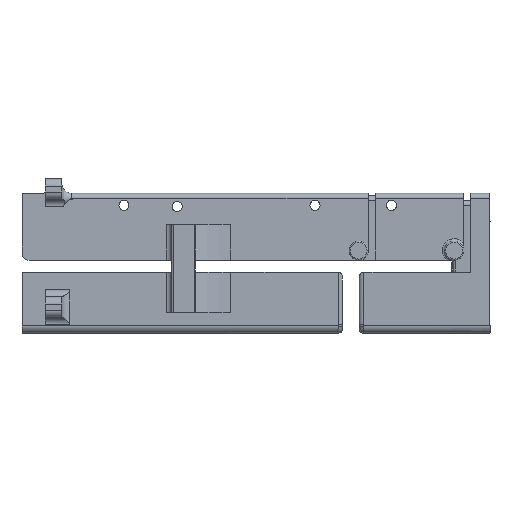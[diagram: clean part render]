
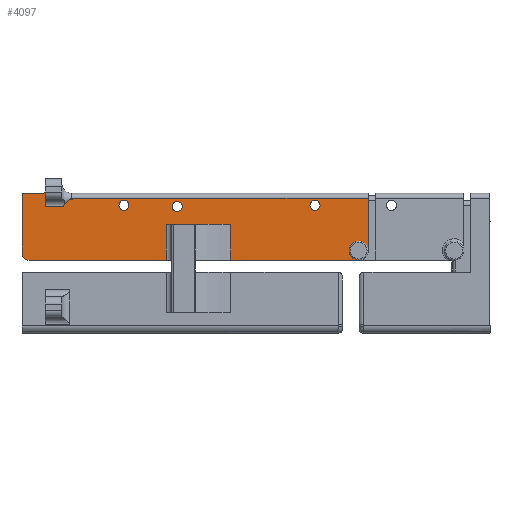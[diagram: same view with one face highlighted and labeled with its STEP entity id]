
A CAD part, left-side view. The second image highlights one B-rep face of the part: STEP entity #4097.
In plain terms, the highlighted planar face has unit normal (-1, 0, 0).
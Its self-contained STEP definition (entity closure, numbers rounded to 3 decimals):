
#201=FACE_BOUND('',#647,.T.);
#202=FACE_BOUND('',#648,.T.);
#203=FACE_BOUND('',#649,.T.);
#405=FACE_OUTER_BOUND('',#646,.T.);
#646=EDGE_LOOP('',(#3646,#3647,#3648,#3649,#3650,#3651,#3652,#3653,#3654,
#3655,#3656,#3657,#3658,#3659,#3660,#3661,#3662,#3663));
#647=EDGE_LOOP('',(#3664));
#648=EDGE_LOOP('',(#3665));
#649=EDGE_LOOP('',(#3666));
#741=B_SPLINE_CURVE_WITH_KNOTS('',3,(#8659,#8660,#8661,#8662),
 .UNSPECIFIED.,.F.,.F.,(4,4),(0.051,0.12),
 .UNSPECIFIED.);
#743=B_SPLINE_CURVE_WITH_KNOTS('',3,(#8722,#8723,#8724,#8725),
 .UNSPECIFIED.,.F.,.F.,(4,4),(2.539,2.571),
 .UNSPECIFIED.);
#744=B_SPLINE_CURVE_WITH_KNOTS('',3,(#8729,#8730,#8731,#8732,#8733,#8734,
#8735,#8736),.UNSPECIFIED.,.F.,.F.,(4,2,2,4),(0.074,0.201,
0.401,0.466),.UNSPECIFIED.);
#772=CIRCLE('',#4160,2.1);
#911=CIRCLE('',#4424,2.1);
#912=CIRCLE('',#4426,2.1);
#918=CIRCLE('',#4440,1.);
#929=CIRCLE('',#4465,3.);
#944=CIRCLE('',#4502,4.);
#1184=LINE('',#8652,#1493);
#1185=LINE('',#8667,#1494);
#1186=LINE('',#8671,#1495);
#1187=LINE('',#8676,#1496);
#1190=LINE('',#8683,#1499);
#1193=LINE('',#8688,#1502);
#1196=LINE('',#8696,#1505);
#1197=LINE('',#8719,#1506);
#1235=LINE('',#9289,#1544);
#1238=LINE('',#9294,#1547);
#1242=LINE('',#9308,#1551);
#1243=LINE('',#9309,#1552);
#1493=VECTOR('',#5357,10.);
#1494=VECTOR('',#5364,38.5);
#1495=VECTOR('',#5369,10.);
#1496=VECTOR('',#5376,10.);
#1499=VECTOR('',#5381,10.);
#1502=VECTOR('',#5386,10.);
#1505=VECTOR('',#5395,10.);
#1506=VECTOR('',#5400,10.);
#1544=VECTOR('',#5550,10.);
#1547=VECTOR('',#5553,10.);
#1551=VECTOR('',#5569,10.);
#1552=VECTOR('',#5570,10.);
#1618=VERTEX_POINT('',#5802);
#1898=VERTEX_POINT('',#8636);
#1899=VERTEX_POINT('',#8640);
#1901=VERTEX_POINT('',#8645);
#1902=VERTEX_POINT('',#8647);
#1903=VERTEX_POINT('',#8654);
#1904=VERTEX_POINT('',#8664);
#1905=VERTEX_POINT('',#8666);
#1906=VERTEX_POINT('',#8670);
#1907=VERTEX_POINT('',#8674);
#1909=VERTEX_POINT('',#8680);
#1910=VERTEX_POINT('',#8682);
#1911=VERTEX_POINT('',#8686);
#1912=VERTEX_POINT('',#8690);
#1913=VERTEX_POINT('',#8695);
#1914=VERTEX_POINT('',#8699);
#1915=VERTEX_POINT('',#8721);
#1923=VERTEX_POINT('',#9028);
#1948=VERTEX_POINT('',#9292);
#1949=VERTEX_POINT('',#9296);
#1952=VERTEX_POINT('',#9307);
#2012=EDGE_CURVE('',#1618,#1618,#772,.T.);
#2428=EDGE_CURVE('',#1898,#1898,#911,.T.);
#2430=EDGE_CURVE('',#1899,#1899,#912,.T.);
#2434=EDGE_CURVE('',#1902,#1901,#1184,.T.);
#2436=EDGE_CURVE('',#1901,#1903,#741,.F.);
#2438=EDGE_CURVE('',#1904,#1905,#1185,.T.);
#2440=EDGE_CURVE('',#1906,#1905,#1186,.T.);
#2443=EDGE_CURVE('',#1906,#1907,#1187,.T.);
#2446=EDGE_CURVE('',#1910,#1909,#1190,.T.);
#2449=EDGE_CURVE('',#1910,#1911,#1193,.T.);
#2451=EDGE_CURVE('',#1911,#1912,#918,.T.);
#2453=EDGE_CURVE('',#1912,#1913,#1196,.T.);
#2456=EDGE_CURVE('',#1913,#1914,#1197,.T.);
#2457=EDGE_CURVE('',#1903,#1915,#743,.T.);
#2460=EDGE_CURVE('',#1902,#1914,#744,.T.);
#2483=EDGE_CURVE('',#1923,#1909,#929,.T.);
#2532=EDGE_CURVE('',#1907,#1923,#1235,.T.);
#2535=EDGE_CURVE('',#1904,#1948,#1238,.T.);
#2537=EDGE_CURVE('',#1948,#1949,#944,.T.);
#2542=EDGE_CURVE('',#1949,#1952,#1242,.T.);
#2543=EDGE_CURVE('',#1915,#1952,#1243,.T.);
#3646=ORIENTED_EDGE('',*,*,#2460,.T.);
#3647=ORIENTED_EDGE('',*,*,#2456,.F.);
#3648=ORIENTED_EDGE('',*,*,#2453,.F.);
#3649=ORIENTED_EDGE('',*,*,#2451,.F.);
#3650=ORIENTED_EDGE('',*,*,#2449,.F.);
#3651=ORIENTED_EDGE('',*,*,#2446,.T.);
#3652=ORIENTED_EDGE('',*,*,#2483,.F.);
#3653=ORIENTED_EDGE('',*,*,#2532,.F.);
#3654=ORIENTED_EDGE('',*,*,#2443,.F.);
#3655=ORIENTED_EDGE('',*,*,#2440,.T.);
#3656=ORIENTED_EDGE('',*,*,#2438,.F.);
#3657=ORIENTED_EDGE('',*,*,#2535,.T.);
#3658=ORIENTED_EDGE('',*,*,#2537,.T.);
#3659=ORIENTED_EDGE('',*,*,#2542,.T.);
#3660=ORIENTED_EDGE('',*,*,#2543,.F.);
#3661=ORIENTED_EDGE('',*,*,#2457,.F.);
#3662=ORIENTED_EDGE('',*,*,#2436,.F.);
#3663=ORIENTED_EDGE('',*,*,#2434,.F.);
#3664=ORIENTED_EDGE('',*,*,#2430,.T.);
#3665=ORIENTED_EDGE('',*,*,#2012,.T.);
#3666=ORIENTED_EDGE('',*,*,#2428,.T.);
#3885=PLANE('',#4505);
#4097=ADVANCED_FACE('',(#405,#201,#202,#203),#3885,.T.);
#4160=AXIS2_PLACEMENT_3D('',#5803,#4621,#4622);
#4424=AXIS2_PLACEMENT_3D('',#8637,#5345,#5346);
#4426=AXIS2_PLACEMENT_3D('',#8641,#5350,#5351);
#4440=AXIS2_PLACEMENT_3D('',#8692,#5390,#5391);
#4465=AXIS2_PLACEMENT_3D('',#9030,#5454,#5455);
#4502=AXIS2_PLACEMENT_3D('',#9299,#5558,#5559);
#4505=AXIS2_PLACEMENT_3D('',#9306,#5567,#5568);
#4621=DIRECTION('center_axis',(1.,0.,0.));
#4622=DIRECTION('ref_axis',(0.,1.,0.));
#5345=DIRECTION('center_axis',(1.,0.,0.));
#5346=DIRECTION('ref_axis',(0.,0.,
1.));
#5350=DIRECTION('center_axis',(1.,0.,0.));
#5351=DIRECTION('ref_axis',(0.,1.,0.));
#5357=DIRECTION('',(0.,-1.,0.));
#5364=DIRECTION('',(0.,0.,1.));
#5369=DIRECTION('',(0.,-1.,0.));
#5376=DIRECTION('',(0.,0.,-1.));
#5381=DIRECTION('',(0.,0.,-1.));
#5386=DIRECTION('',(0.,-1.,0.));
#5390=DIRECTION('center_axis',(-1.,0.,0.));
#5391=DIRECTION('ref_axis',(0.,-0.707,-0.707));
#5395=DIRECTION('',(0.,0.,-1.));
#5400=DIRECTION('',(0.,-1.,0.));
#5454=DIRECTION('center_axis',(1.,0.,0.));
#5455=DIRECTION('ref_axis',(0.,0.707,-0.707));
#5550=DIRECTION('',(0.,1.,0.));
#5553=DIRECTION('',(0.,-1.,0.));
#5558=DIRECTION('center_axis',(1.,0.,0.));
#5559=DIRECTION('ref_axis',(0.,0.,1.));
#5567=DIRECTION('center_axis',(-1.,0.,0.));
#5568=DIRECTION('ref_axis',(0.,0.,1.));
#5569=DIRECTION('',(0.,0.,1.));
#5570=DIRECTION('',(0.,-1.,0.));
#5802=CARTESIAN_POINT('',(-5.,128.896,-70.554));
#5803=CARTESIAN_POINT('Origin',(-5.,130.996,-70.554));
#8636=CARTESIAN_POINT('',(-5.,73.287,-72.154));
#8637=CARTESIAN_POINT('Origin',(-5.,73.287,-70.054));
#8640=CARTESIAN_POINT('',(-5.,151.187,-70.054));
#8641=CARTESIAN_POINT('Origin',(-5.,153.287,-70.054));
#8645=CARTESIAN_POINT('',(-5.,174.888,-67.5));
#8647=CARTESIAN_POINT('',(-5.,175.918,-67.5));
#8652=CARTESIAN_POINT('',(-5.,86.145,-67.5));
#8654=CARTESIAN_POINT('',(-5.,175.557,-67.241));
#8659=CARTESIAN_POINT('Ctrl Pts',(-5.,175.557,-67.241));
#8660=CARTESIAN_POINT('Ctrl Pts',(-5.,175.338,-67.327));
#8661=CARTESIAN_POINT('Ctrl Pts',(-5.,175.114,-67.413));
#8662=CARTESIAN_POINT('Ctrl Pts',(-5.,174.888,-67.5));
#8664=CARTESIAN_POINT('',(-5.,108.597,-93.054));
#8666=CARTESIAN_POINT('',(-5.,108.597,-78.054));
#8667=CARTESIAN_POINT('',(-5.,108.597,-73.054));
#8670=CARTESIAN_POINT('',(-5.,135.496,-78.054));
#8671=CARTESIAN_POINT('',(-5.,109.746,-78.054));
#8674=CARTESIAN_POINT('',(-5.,135.496,-93.054));
#8676=CARTESIAN_POINT('',(-5.,135.496,-103.054));
#8680=CARTESIAN_POINT('',(-5.,195.996,-90.054));
#8682=CARTESIAN_POINT('',(-5.,195.996,-65.054));
#8683=CARTESIAN_POINT('',(-5.,195.996,-83.304));
#8686=CARTESIAN_POINT('',(-5.,187.293,-65.054));
#8688=CARTESIAN_POINT('',(-5.,140.996,-65.054));
#8690=CARTESIAN_POINT('',(-5.,186.293,-64.054));
#8692=CARTESIAN_POINT('Origin',(-5.,187.293,-64.054));
#8695=CARTESIAN_POINT('',(-5.,186.293,-70.5));
#8696=CARTESIAN_POINT('',(-5.,186.293,-76.388));
#8699=CARTESIAN_POINT('',(-5.,178.748,-70.5));
#8719=CARTESIAN_POINT('',(-5.,86.145,-70.5));
#8721=CARTESIAN_POINT('',(-5.,175.293,-67.054));
#8722=CARTESIAN_POINT('Ctrl Pts',(-5.,175.557,-67.241));
#8723=CARTESIAN_POINT('Ctrl Pts',(-5.,175.468,-67.177));
#8724=CARTESIAN_POINT('Ctrl Pts',(-5.,175.38,-67.115));
#8725=CARTESIAN_POINT('Ctrl Pts',(-5.,175.293,-67.054));
#8729=CARTESIAN_POINT('Ctrl Pts',(-5.,175.918,-67.5));
#8730=CARTESIAN_POINT('Ctrl Pts',(-5.,176.278,-67.762));
#8731=CARTESIAN_POINT('Ctrl Pts',(-5.,176.645,-68.041));
#8732=CARTESIAN_POINT('Ctrl Pts',(-5.,177.54,-68.816));
#8733=CARTESIAN_POINT('Ctrl Pts',(-5.,178.034,-69.349));
#8734=CARTESIAN_POINT('Ctrl Pts',(-5.,178.522,-70.087));
#8735=CARTESIAN_POINT('Ctrl Pts',(-5.,178.642,-70.289));
#8736=CARTESIAN_POINT('Ctrl Pts',(-5.,178.748,-70.5));
#9028=CARTESIAN_POINT('',(-5.,192.996,-93.054));
#9030=CARTESIAN_POINT('Origin',(-5.,192.996,-90.054));
#9289=CARTESIAN_POINT('',(-5.,35.996,-93.054));
#9292=CARTESIAN_POINT('',(-5.,54.996,-93.054));
#9294=CARTESIAN_POINT('',(-5.,94.996,-93.054));
#9296=CARTESIAN_POINT('',(-5.,51.,-88.885));
#9299=CARTESIAN_POINT('Origin',(-5.,54.996,-89.054));
#9306=CARTESIAN_POINT('Origin',(-5.,-14.004,-93.054));
#9307=CARTESIAN_POINT('',(-5.,51.,-67.054));
#9308=CARTESIAN_POINT('',(-5.,51.,-90.165));
#9309=CARTESIAN_POINT('',(-5.,35.996,-67.054));
